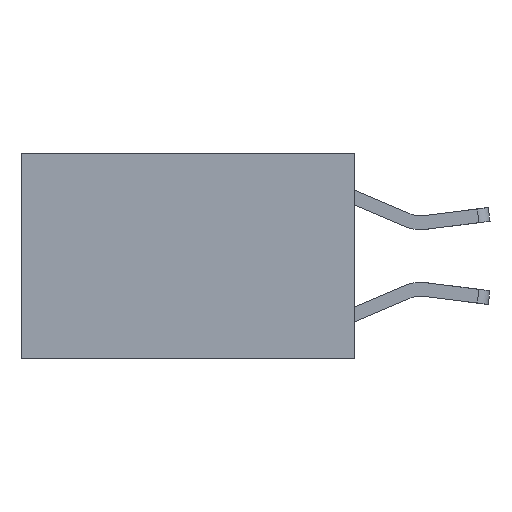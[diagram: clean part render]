
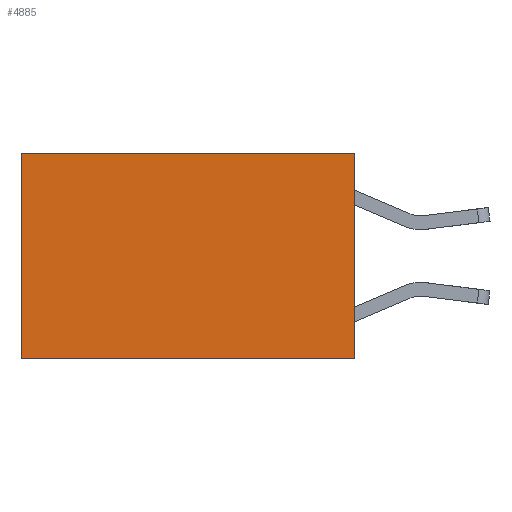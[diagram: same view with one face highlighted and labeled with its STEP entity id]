
A CAD part, left-side view. The second image highlights one B-rep face of the part: STEP entity #4885.
In plain terms, the highlighted planar face has unit normal (-1, 0, 0).
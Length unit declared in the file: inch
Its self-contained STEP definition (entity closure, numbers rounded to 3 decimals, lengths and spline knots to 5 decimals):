
#292 = VERTEX_POINT ( 'NONE', #487 ) ;
#487 = CARTESIAN_POINT ( 'NONE',  ( 0.2625, 0., -0.37 ) ) ;
#906 = CARTESIAN_POINT ( 'NONE',  ( 0.2625, 0.6, -0.37 ) ) ;
#913 = DIRECTION ( 'NONE',  ( 0., 1., 0. ) ) ;
#1227 = CARTESIAN_POINT ( 'NONE',  ( 0.2625, 0., 0. ) ) ;
#1669 = CARTESIAN_POINT ( 'NONE',  ( 0.2625, 0., 0. ) ) ;
#1683 = AXIS2_PLACEMENT_3D ( 'NONE', #4362, #4431, #5144 ) ;
#1763 = CARTESIAN_POINT ( 'NONE',  ( 0.2625, 0.6, 0. ) ) ;
#1863 = LINE ( 'NONE', #1763, #5176 ) ;
#1870 = ORIENTED_EDGE ( 'NONE', *, *, #5184, .T. ) ;
#2610 = LINE ( 'NONE', #9169, #7362 ) ;
#2784 = VECTOR ( 'NONE', #913, 39.37008 ) ;
#3106 = LINE ( 'NONE', #9240, #8489 ) ;
#3342 = DIRECTION ( 'NONE',  ( 0., 0., -1. ) ) ;
#3412 = VERTEX_POINT ( 'NONE', #906 ) ;
#3526 = CARTESIAN_POINT ( 'NONE',  ( 0.2625, 0.6, 0. ) ) ;
#3594 = PLANE ( 'NONE',  #1683 ) ;
#3796 = EDGE_LOOP ( 'NONE', ( #1870, #6603, #7951, #9500 ) ) ;
#3864 = DIRECTION ( 'NONE',  ( 0., 1., 0. ) ) ;
#4362 = CARTESIAN_POINT ( 'NONE',  ( 0.2625, 0., 0. ) ) ;
#4431 = DIRECTION ( 'NONE',  ( 1., 0., 0. ) ) ;
#4460 = EDGE_CURVE ( 'NONE', #8308, #8351, #5563, .T. ) ;
#4885 = ADVANCED_FACE ( 'NONE', ( #7542 ), #3594, .F. ) ;
#4904 = DIRECTION ( 'NONE',  ( 0., 0., -1. ) ) ;
#5144 = DIRECTION ( 'NONE',  ( 0., 0., -1. ) ) ;
#5176 = VECTOR ( 'NONE', #3342, 39.37008 ) ;
#5184 = EDGE_CURVE ( 'NONE', #8351, #3412, #1863, .T. ) ;
#5563 = LINE ( 'NONE', #1669, #2784 ) ;
#6603 = ORIENTED_EDGE ( 'NONE', *, *, #7569, .F. ) ;
#7362 = VECTOR ( 'NONE', #4904, 39.37008 ) ;
#7542 = FACE_OUTER_BOUND ( 'NONE', #3796, .T. ) ;
#7569 = EDGE_CURVE ( 'NONE', #292, #3412, #3106, .T. ) ;
#7951 = ORIENTED_EDGE ( 'NONE', *, *, #8277, .F. ) ;
#8277 = EDGE_CURVE ( 'NONE', #8308, #292, #2610, .T. ) ;
#8308 = VERTEX_POINT ( 'NONE', #1227 ) ;
#8351 = VERTEX_POINT ( 'NONE', #3526 ) ;
#8489 = VECTOR ( 'NONE', #3864, 39.37008 ) ;
#9169 = CARTESIAN_POINT ( 'NONE',  ( 0.2625, 0., 0. ) ) ;
#9240 = CARTESIAN_POINT ( 'NONE',  ( 0.2625, 0., -0.37 ) ) ;
#9500 = ORIENTED_EDGE ( 'NONE', *, *, #4460, .T. ) ;
